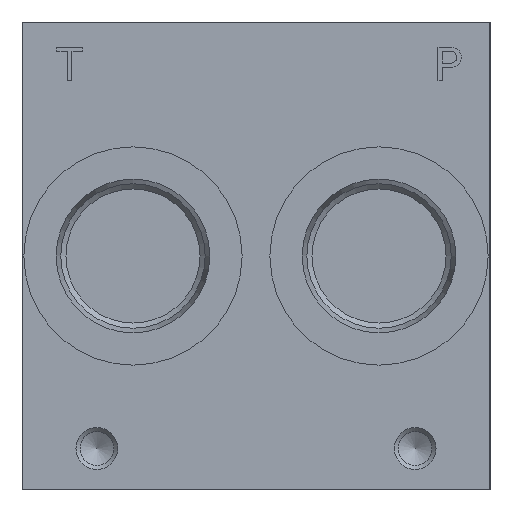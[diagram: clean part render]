
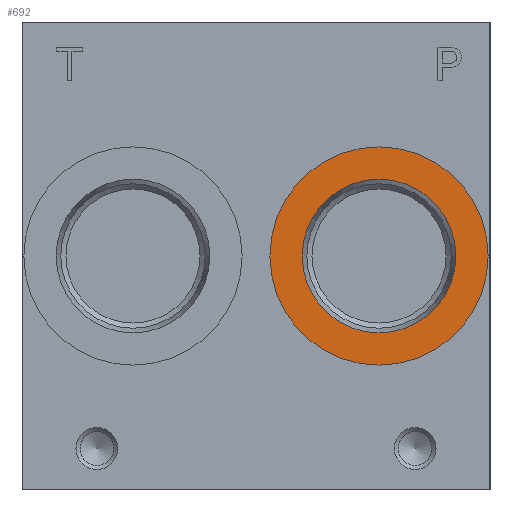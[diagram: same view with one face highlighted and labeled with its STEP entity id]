
A CAD part, left-side view. The second image highlights one B-rep face of the part: STEP entity #692.
In plain terms, the highlighted planar face has unit normal (-1, 0, 0).
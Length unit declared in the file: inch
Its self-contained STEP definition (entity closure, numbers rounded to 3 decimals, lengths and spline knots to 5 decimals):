
#692 = ADVANCED_FACE( '', ( #2027, #2028 ), #2029, .T. );
#2027 = FACE_BOUND( '', #4125, .T. );
#2028 = FACE_OUTER_BOUND( '', #4126, .T. );
#2029 = PLANE( '', #4127 );
#4125 = EDGE_LOOP( '', ( #6537 ) );
#4126 = EDGE_LOOP( '', ( #6538 ) );
#4127 = AXIS2_PLACEMENT_3D( '', #6539, #6540, #6541 );
#6537 = ORIENTED_EDGE( '', *, *, #11193, .T. );
#6538 = ORIENTED_EDGE( '', *, *, #11194, .F. );
#6539 = CARTESIAN_POINT( '', ( 0.031, 1.646, 1.75 ) );
#6540 = DIRECTION( '', ( -1., 0., 0. ) );
#6541 = DIRECTION( '', ( 0., 0., 1. ) );
#11193 = EDGE_CURVE( '', #13346, #13346, #13347, .T. );
#11194 = EDGE_CURVE( '', #13348, #13348, #13349, .T. );
#13346 = VERTEX_POINT( '', #16236 );
#13347 = CIRCLE( '', #16237, 0.5745 );
#13348 = VERTEX_POINT( '', #16238 );
#13349 = CIRCLE( '', #16239, 0.816 );
#16236 = CARTESIAN_POINT( '', ( 0.031, 0.83, 1.1755 ) );
#16237 = AXIS2_PLACEMENT_3D( '', #19435, #19436, #19437 );
#16238 = CARTESIAN_POINT( '', ( 0.031, 0.83, 0.934 ) );
#16239 = AXIS2_PLACEMENT_3D( '', #19438, #19439, #19440 );
#19435 = CARTESIAN_POINT( '', ( 0.031, 0.83, 1.75 ) );
#19436 = DIRECTION( '', ( 1., 0., 0. ) );
#19437 = DIRECTION( '', ( 0., 0., -1. ) );
#19438 = CARTESIAN_POINT( '', ( 0.031, 0.83, 1.75 ) );
#19439 = DIRECTION( '', ( 1., 0., 0. ) );
#19440 = DIRECTION( '', ( 0., 0., -1. ) );
